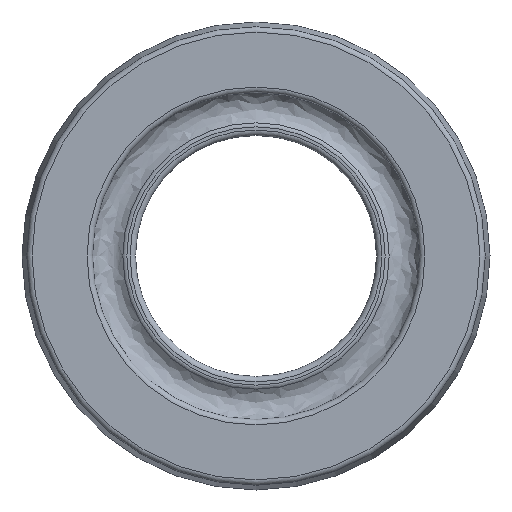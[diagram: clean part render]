
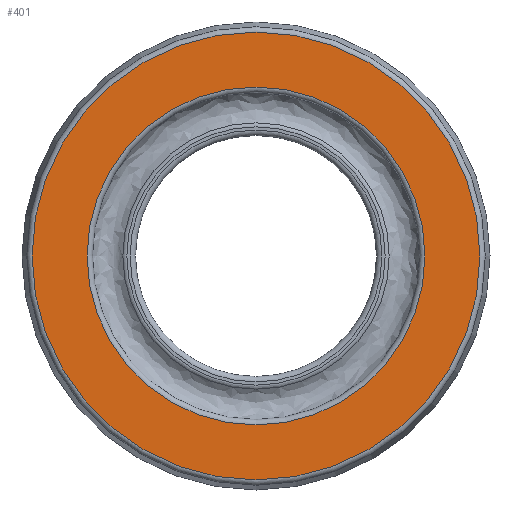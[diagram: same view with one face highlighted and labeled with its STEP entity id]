
A CAD part, left-side view. The second image highlights one B-rep face of the part: STEP entity #401.
In plain terms, the highlighted planar face has unit normal (-1, 0, 0).
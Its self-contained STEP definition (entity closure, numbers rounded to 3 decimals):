
#367=CARTESIAN_POINT('',(0.,15.487,0.0));
#368=VERTEX_POINT('',#367);
#369=CARTESIAN_POINT('',(0.,0.0,0.0));
#370=DIRECTION('',(1.0,0.0,0.0));
#371=DIRECTION('',(0.0,1.0,0.0));
#372=AXIS2_PLACEMENT_3D('',#369,#370,#371);
#373=CIRCLE('',#372,15.487);
#374=EDGE_CURVE('',#368,#368,#373,.T.);
#382=CARTESIAN_POINT('',(0.,18.009,0.0));
#383=DIRECTION('',(-1.0,0.0,0.0));
#384=DIRECTION('',(0.0,0.0,1.0));
#385=AXIS2_PLACEMENT_3D('',#382,#383,#384);
#386=PLANE('',#385);
#387=CARTESIAN_POINT('',(0.,20.53,0.0));
#388=VERTEX_POINT('',#387);
#389=CARTESIAN_POINT('',(0.,0.0,0.0));
#390=DIRECTION('',(1.0,0.0,0.0));
#391=DIRECTION('',(0.0,1.0,0.0));
#392=AXIS2_PLACEMENT_3D('',#389,#390,#391);
#393=CIRCLE('',#392,20.53);
#394=EDGE_CURVE('',#388,#388,#393,.T.);
#395=ORIENTED_EDGE('',*,*,#394,.F.);
#396=EDGE_LOOP('',(#395));
#397=FACE_OUTER_BOUND('',#396,.T.);
#398=ORIENTED_EDGE('',*,*,#374,.T.);
#399=EDGE_LOOP('',(#398));
#400=FACE_BOUND('',#399,.T.);
#401=ADVANCED_FACE('',(#397,#400),#386,.T.);
